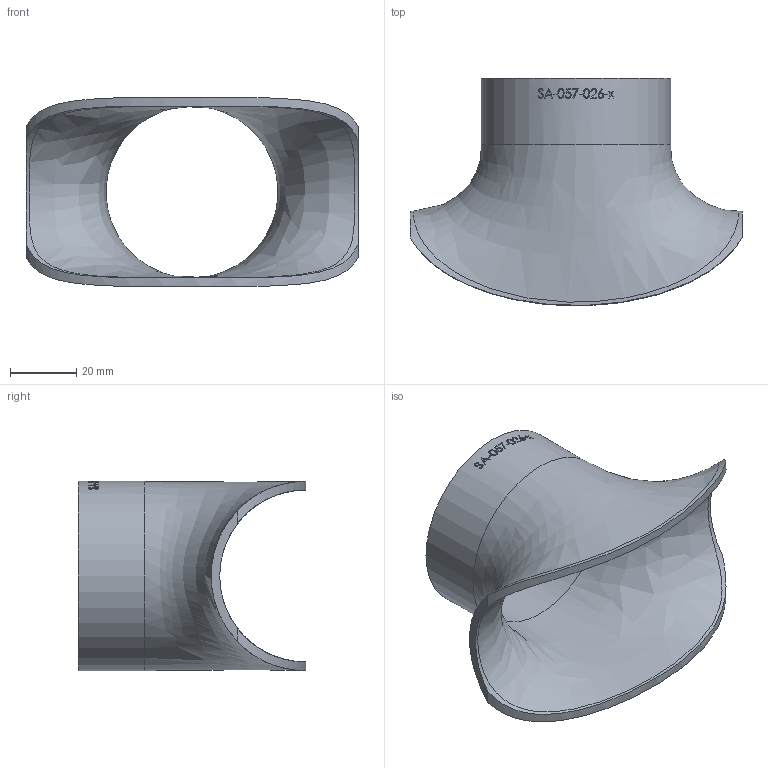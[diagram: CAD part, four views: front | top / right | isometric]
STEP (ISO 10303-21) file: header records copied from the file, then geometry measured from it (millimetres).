
FILE_DESCRIPTION (( 'STEP AP214' ), '1' );
FILE_NAME ('SA-057-026-x Sattelstutzen 1912.STEP', '2019-12-05T10:11:01', ( '' ), ( '' ), 'SwSTEP 2.0', 'SolidWorks 2016', '' );
FILE_SCHEMA (( 'AUTOMOTIVE_DESIGN' ));
Length unit declared in the file: millimetre
Products named in the file (1): SA-057-026-x Sattelstutzen 1912
Bounding box: 100 x 68.5 x 57 mm (x, y, z)
Volume: 34148.6 mm3; surface area: 26966.6 mm2
Topology: 1 solids, 1 shells, 142 faces, 371 edges, 247 vertices
Faces by surface type: bspline 86, plane 35, cylinder 21
Full cylindrical faces by diameter (mm): 51.8 x1, 57 x1
Entity records: 20218 total; most frequent: CARTESIAN_POINT 16097, ORIENTED_EDGE 720, EDGE_CURVE 360, B_SPLINE_CURVE_WITH_KNOTS 267, DIRECTION 258, VERTEX_POINT 242, EDGE_LOOP 164, FACE_OUTER_BOUND 145
